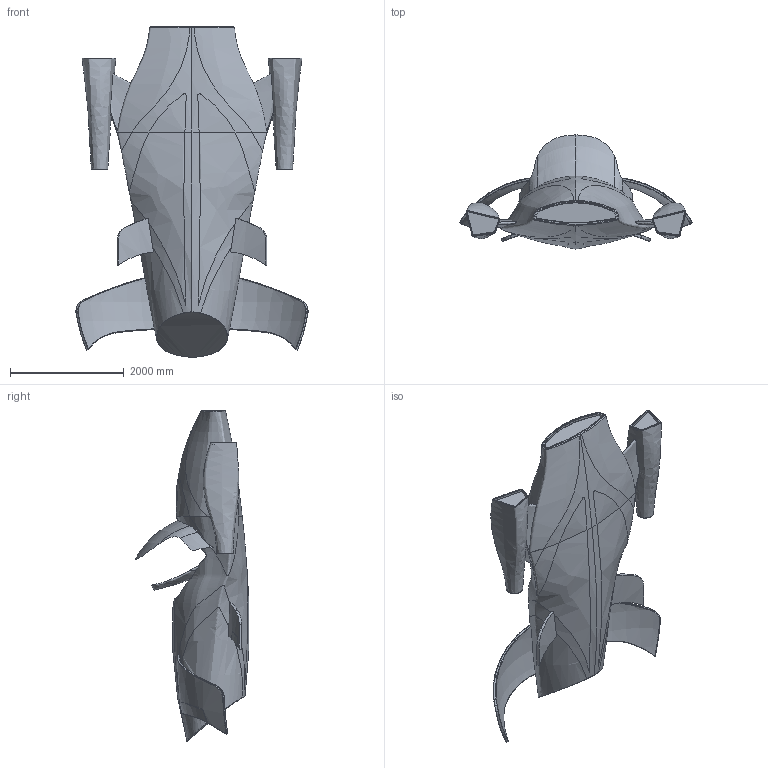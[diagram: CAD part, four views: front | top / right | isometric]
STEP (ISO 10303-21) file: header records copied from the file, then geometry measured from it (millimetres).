
FILE_DESCRIPTION(('FreeCAD Model'),'2;1');
FILE_NAME('Open CASCADE Shape Model','2025-04-27T13:05:42',('FreeCAD'),( 'FreeCAD'),'Open CASCADE STEP processor 7.6','FreeCAD','Unknown');
FILE_SCHEMA(('AUTOMOTIVE_DESIGN { 1 0 10303 214 1 1 1 1 }'));
Products named in the file (1): Open CASCADE STEP translator 7.6 1
Bounding box: 4076.2 x 2001.56 x 5802.82 mm (x, y, z)
Surface area: 49056465.8 mm2 (no closed solid volume)
Topology: 0 solids, 45 shells, 242 faces, 1005 edges, 806 vertices
Faces by surface type: bspline 242
Entity records: 102169 total; most frequent: CARTESIAN_POINT 97081, ORIENTED_EDGE 1519, EDGE_CURVE 1005, VERTEX_POINT 806, B_SPLINE_CURVE_WITH_KNOTS 803, FACE_BOUND 252, EDGE_LOOP 252, ADVANCED_FACE 242
